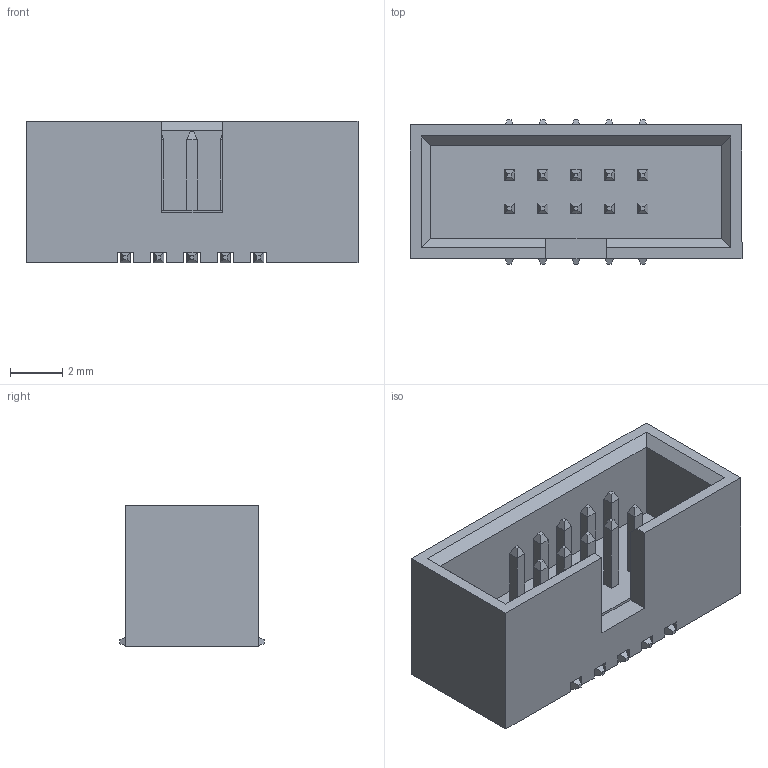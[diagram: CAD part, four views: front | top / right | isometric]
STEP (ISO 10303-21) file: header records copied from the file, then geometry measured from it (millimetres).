
FILE_DESCRIPTION(/* description */ (''),/* implementation_level */ '2;1');
FILE_NAME(/* name */ '3360-010-xx-x.stp',/* time_stamp */ '2019-12-04T11:34:29+01:00',/* author */ ('andreas.larin'),/* organization */ (''),/* preprocessor_version */ 'ST-DEVELOPER v15.6',/* originating_system */ 'Autodesk Inventor 2015',/* authorisation */ '');
FILE_SCHEMA (('AUTOMOTIVE_DESIGN { 1 0 10303 214 3 1 1 }'));
Length unit declared in the file: centimetre
Products named in the file (1): 3360-010-xx-x
Bounding box: 12.65 x 5.5 x 5.4 mm (x, y, z)
Volume: 207.1 mm3; surface area: 513.9 mm2
Topology: 1 solids, 1 shells, 351 faces, 811 edges, 472 vertices
Faces by surface type: plane 331, cylinder 20
Entity records: 9521 total; most frequent: CARTESIAN_POINT 1635, ORIENTED_EDGE 1622, DIRECTION 1555, EDGE_CURVE 811, LINE 771, VECTOR 771, VERTEX_POINT 472, AXIS2_PLACEMENT_3D 392
